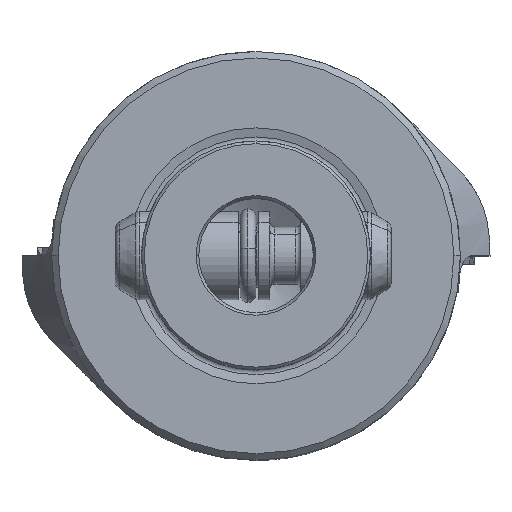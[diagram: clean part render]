
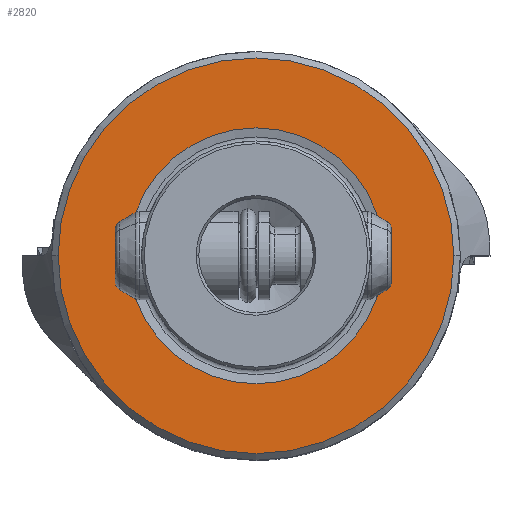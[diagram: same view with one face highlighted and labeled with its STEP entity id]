
A CAD part, top view. The second image highlights one B-rep face of the part: STEP entity #2820.
In plain terms, the highlighted planar face has unit normal (0, 0, 1).
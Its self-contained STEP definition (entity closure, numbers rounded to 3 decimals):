
#1974=EDGE_CURVE('NONE',#3166,#3868,#5630,.T.);
#2362=VERTEX_POINT('NONE',#6056);
#2572=EDGE_CURVE('NONE',#4642,#2362,#6281,.T.);
#2820=ADVANCED_FACE('NONE',(#6555,#6556),#6557,.T.);
#3166=VERTEX_POINT('NONE',#6942);
#3194=EDGE_CURVE('NONE',#2362,#4642,#6972,.T.);
#3868=VERTEX_POINT('NONE',#7721);
#4204=EDGE_CURVE('NONE',#3868,#3166,#8094,.T.);
#4642=VERTEX_POINT('NONE',#8578);
#5630=CIRCLE('',#9731,12.299);
#6056=CARTESIAN_POINT('',(19.025,0.,0.0));
#6281=CIRCLE('',#10913,19.025);
#6555=FACE_OUTER_BOUND('',#11306,.T.);
#6556=FACE_BOUND('',#11307,.T.);
#6557=PLANE('',#11308);
#6942=CARTESIAN_POINT('',(12.299,0.,0.0));
#6972=CIRCLE('',#11965,19.025);
#7721=CARTESIAN_POINT('',(-12.299,0.,0.0));
#8094=CIRCLE('',#13920,12.299);
#8578=CARTESIAN_POINT('',(-19.025,0.,0.0));
#9731=AXIS2_PLACEMENT_3D('',#16451,#16452,#16453);
#10913=AXIS2_PLACEMENT_3D('',#17195,#17196,#17197);
#11306=EDGE_LOOP('',(#17522,#17523));
#11307=EDGE_LOOP('',(#17524,#17525));
#11308=AXIS2_PLACEMENT_3D('',#17526,#17527,#17528);
#11965=AXIS2_PLACEMENT_3D('',#18045,#18046,#18047);
#13920=AXIS2_PLACEMENT_3D('',#19410,#19411,#19412);
#16451=CARTESIAN_POINT('',(0.0,0.0,0.0));
#16452=DIRECTION('',(0.0,-0.0,1.0));
#16453=DIRECTION('',(0.0,1.0,0.0));
#17195=CARTESIAN_POINT('',(0.0,0.0,0.0));
#17196=DIRECTION('',(0.0,0.0,-1.0));
#17197=DIRECTION('',(0.0,1.0,0.0));
#17522=ORIENTED_EDGE('',*,*,#2572,.F.);
#17523=ORIENTED_EDGE('',*,*,#3194,.F.);
#17524=ORIENTED_EDGE('',*,*,#1974,.F.);
#17525=ORIENTED_EDGE('',*,*,#4204,.F.);
#17526=CARTESIAN_POINT('',(-11.0,0.0,0.0));
#17527=DIRECTION('',(-0.0,0.0,1.0));
#17528=DIRECTION('',(0.0,1.0,0.0));
#18045=CARTESIAN_POINT('',(0.0,0.0,0.0));
#18046=DIRECTION('',(0.0,0.0,-1.0));
#18047=DIRECTION('',(0.0,1.0,0.0));
#19410=CARTESIAN_POINT('',(0.0,0.0,0.0));
#19411=DIRECTION('',(0.0,-0.0,1.0));
#19412=DIRECTION('',(0.0,1.0,0.0));
